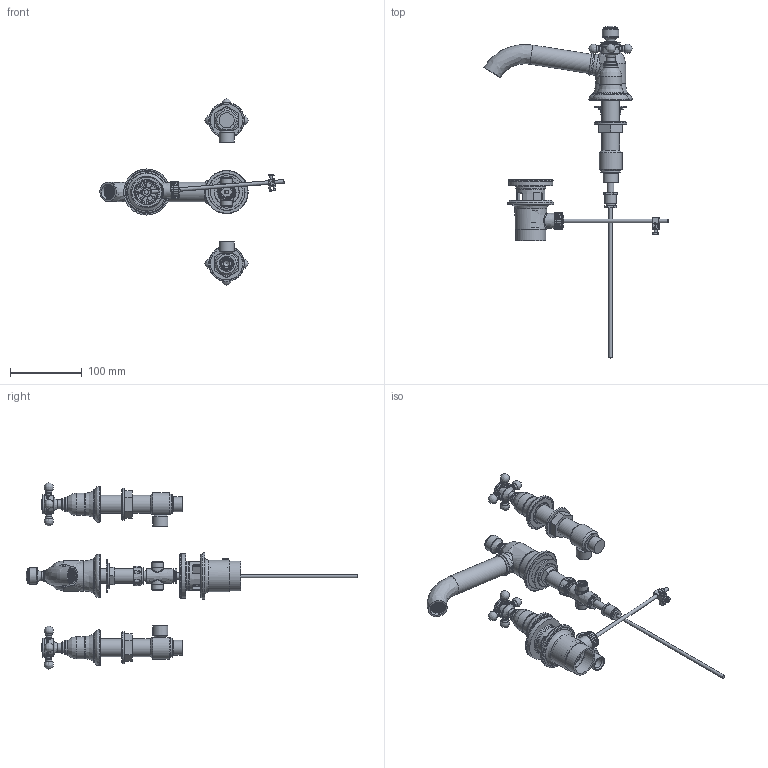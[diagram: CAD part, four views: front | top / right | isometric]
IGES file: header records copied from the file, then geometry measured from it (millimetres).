
Global section: file name: V2K15-X; native system: Autodesk Inventor 2018; preprocessor: unknown; author: adaniels; date: 20171206.150019; units: millimetre
Bounding box: 257.13 x 463.15 x 260.3 mm (x, y, z)
Volume: 537427.3 mm3; surface area: 270923.7 mm2
Topology: 69 solids, 70 shells, 3497 faces, 9274 edges, 6195 vertices
Faces by surface type: bspline 3497
